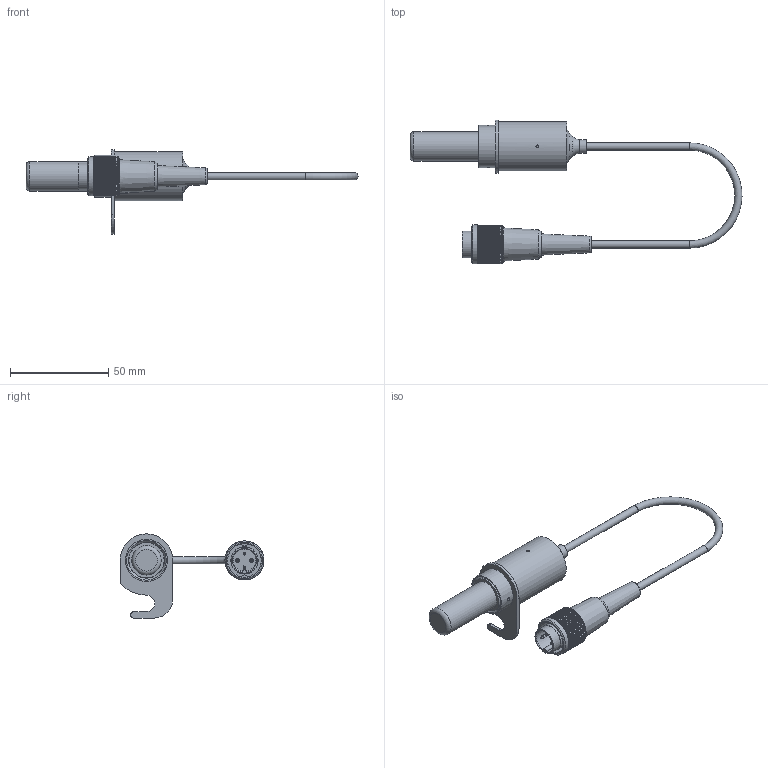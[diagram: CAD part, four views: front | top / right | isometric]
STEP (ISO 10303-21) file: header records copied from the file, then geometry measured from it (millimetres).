
FILE_DESCRIPTION(/* description */ (''),/* implementation_level */ '2;1');
FILE_NAME(/* name */ '1610 0020_XR3EW-3-8L10.stp',/* time_stamp */ '2024-09-05T11:22:01+02:00',/* author */ ('kuttig'),/* organization */ (''),/* preprocessor_version */ 'ST-DEVELOPER v16.13',/* originating_system */ 'Autodesk Inventor 2018',/* authorisation */ '');
FILE_SCHEMA (('AUTOMOTIVE_DESIGN { 1 0 10303 214 3 1 1 }'));
Length unit declared in the file: millimetre
Products named in the file (1): 1610 0020_XR3EW-3-8L10_Shrinkwrap_1
Bounding box: 169.35 x 73.45 x 43 mm (x, y, z)
Volume: 32698.2 mm3; surface area: 22563.2 mm2
Topology: 6 solids, 6 shells, 424 faces, 1162 edges, 762 vertices
Faces by surface type: plane 342, cylinder 48, cone 16, torus 8, bspline 6, sphere 4
Full cylindrical faces by diameter (mm): 1 x4, 1.49 x3, 1.5 x3, 1.7 x2, 3.7 x2, 4.7 x1, 7 x1, 10.2 x1, 13.6 x1, 13.9 x1, 15 x1, 17.1 x1, 18 x1, 18.2 x1, 19.9 x1, 20 x2, 21.5 x1, 25 x1
Entity records: 14018 total; most frequent: CARTESIAN_POINT 2817, DIRECTION 2270, ORIENTED_EDGE 2158, EDGE_CURVE 1079, AXIS2_PLACEMENT_3D 793, VERTEX_POINT 737, LINE 684, VECTOR 684
